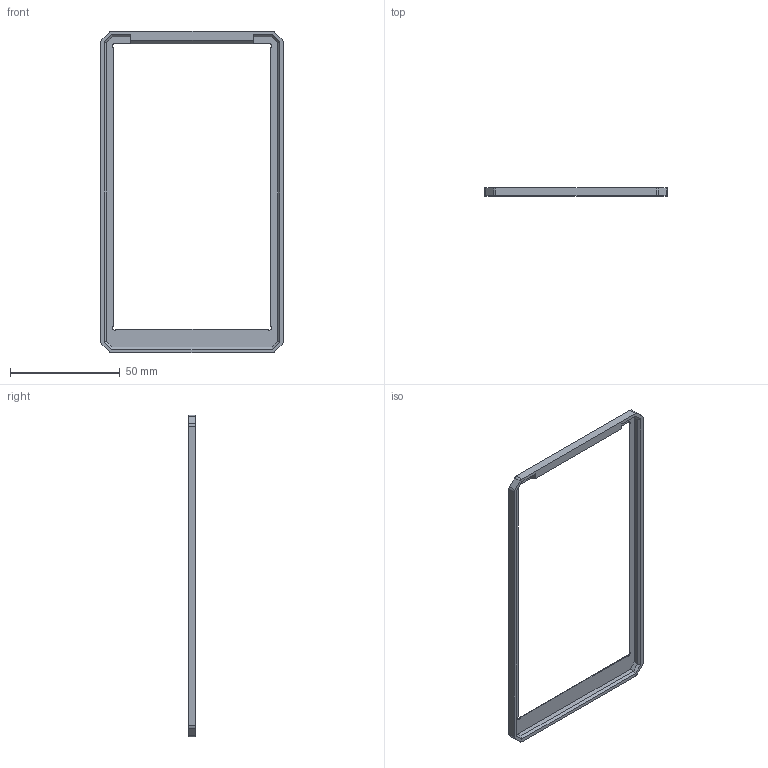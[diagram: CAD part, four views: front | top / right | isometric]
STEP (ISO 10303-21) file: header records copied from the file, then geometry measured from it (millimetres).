
FILE_DESCRIPTION(/* description */ (''),/* implementation_level */ '2;1');
FILE_NAME(/* name */ 'SL1-2K_DISPLAY_FRAME.step',/* time_stamp */ '2019-08-13T13:06:10+02:00',/* author */ (''),/* organization */ (''),/* preprocessor_version */ 'ST-DEVELOPER v18',/* originating_system */ 'Autodesk Translation Framework v8.2.0.1029',/* authorisation */ '');
FILE_SCHEMA (('AUTOMOTIVE_DESIGN { 1 0 10303 214 3 1 1 }'));
Length unit declared in the file: millimetre
Products named in the file (1): SL1-2K_DISPLAY_FRAME
Bounding box: 82.95 x 3.5 x 146.35 mm (x, y, z)
Volume: 4813.7 mm3; surface area: 8376.9 mm2
Topology: 1 solids, 1 shells, 52 faces, 140 edges, 90 vertices
Faces by surface type: plane 40, cylinder 12
Entity records: 1645 total; most frequent: CARTESIAN_POINT 283, ORIENTED_EDGE 280, DIRECTION 270, EDGE_CURVE 140, LINE 116, VECTOR 116, VERTEX_POINT 90, AXIS2_PLACEMENT_3D 77
